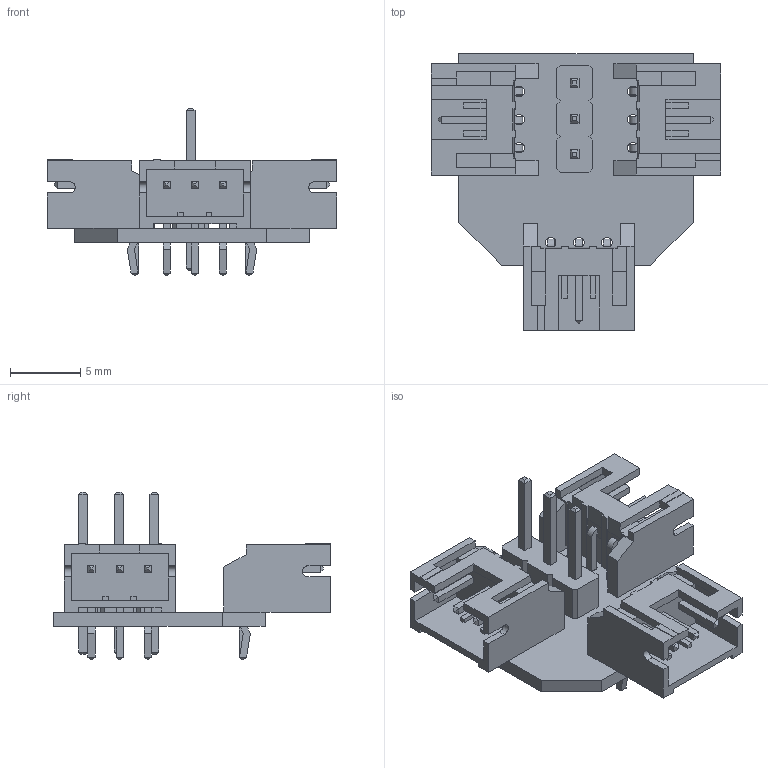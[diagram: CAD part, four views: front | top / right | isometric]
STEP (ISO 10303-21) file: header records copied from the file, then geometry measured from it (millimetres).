
FILE_DESCRIPTION(('FreeCAD Model'),'2;1');
FILE_NAME('Open CASCADE Shape Model','2023-12-16T18:18:40',('Author'),( ''),'Open CASCADE STEP processor 7.5','FreeCAD','Unknown');
FILE_SCHEMA(('AUTOMOTIVE_DESIGN { 1 0 10303 214 1 1 1 1 }'));
Length unit declared in the file: millimetre
Products named in the file (7): servoconnectorboard; Board_Geoms_ee37; Pcb_ee37; Step_Models_ee37; Top_ee37; J1_PinHeader_1x03_P254mm_Vertical_d5cdea604e18; J4_JST_S3B_PH_K_1e32457ae4c8
Assembly tree (8 placements, depth 4):
  servoconnectorboard
    Board_Geoms_ee37
      Pcb_ee37
    Step_Models_ee37
      Top_ee37
        J1_PinHeader_1x03_P254mm_Vertical_d5cdea604e18
        J4_JST_S3B_PH_K_1e32457ae4c8  x3
Bounding box: 20.6 x 19.7 x 11.94 mm (x, y, z)
Volume: 661.1 mm3; surface area: 1884.6 mm2
Topology: 5 solids, 5 shells, 522 faces, 1416 edges, 916 vertices
Faces by surface type: plane 486, cylinder 36
Full cylindrical faces by diameter (mm): 0.75 x9, 1 x3
Entity records: 8929 total; most frequent: CARTESIAN_POINT 1279, ORIENTED_EDGE 1256, DIRECTION 1162, EDGE_CURVE 628, LINE 588, VECTOR 588, VERTEX_POINT 404, AXIS2_PLACEMENT_3D 287
